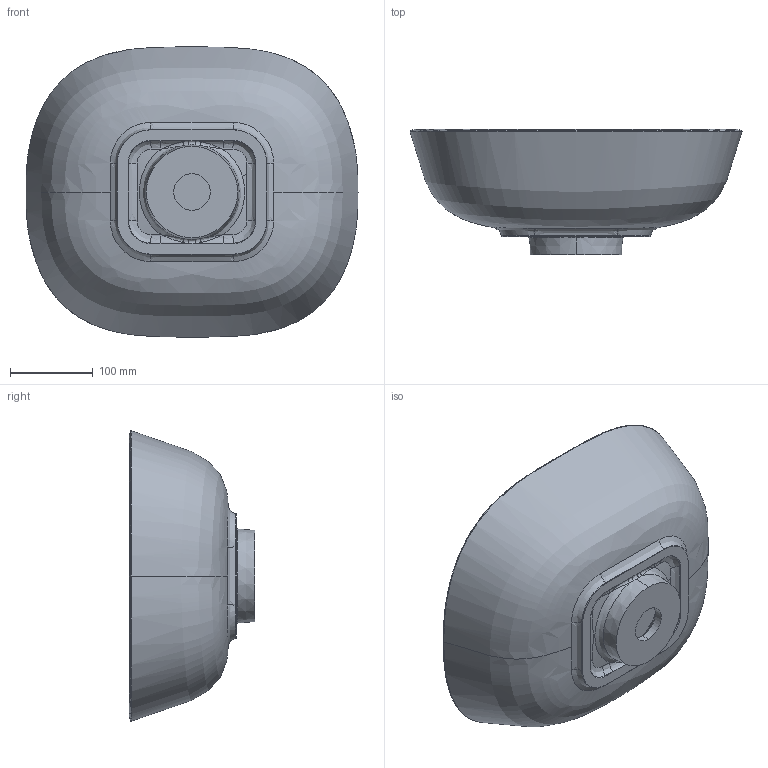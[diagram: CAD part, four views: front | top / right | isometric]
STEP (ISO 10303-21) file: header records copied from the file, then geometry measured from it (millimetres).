
FILE_DESCRIPTION (( 'STEP AP203' ), '1' );
FILE_NAME ('6301160410.STEP', '2020-12-16T22:06:36', ( '' ), ( '' ), 'SwSTEP 2.0', 'SolidWorks 2019', '' );
FILE_SCHEMA (( 'CONFIG_CONTROL_DESIGN' ));
Length unit declared in the file: millimetre
Products named in the file (1): 6301160410
Bounding box: 400.35 x 151.09 x 350.03 mm (x, y, z)
Volume: 2576098.5 mm3; surface area: 413475.8 mm2
Topology: 2 solids, 2 shells, 117 faces, 286 edges, 168 vertices
Faces by surface type: bspline 69, cone 22, plane 13, torus 10, cylinder 2, sphere 1
Entity records: 15512 total; most frequent: CARTESIAN_POINT 13192, ORIENTED_EDGE 558, DIRECTION 346, EDGE_CURVE 279, VERTEX_POINT 166, AXIS2_PLACEMENT_3D 149, B_SPLINE_CURVE_WITH_KNOTS 131, EDGE_LOOP 119
